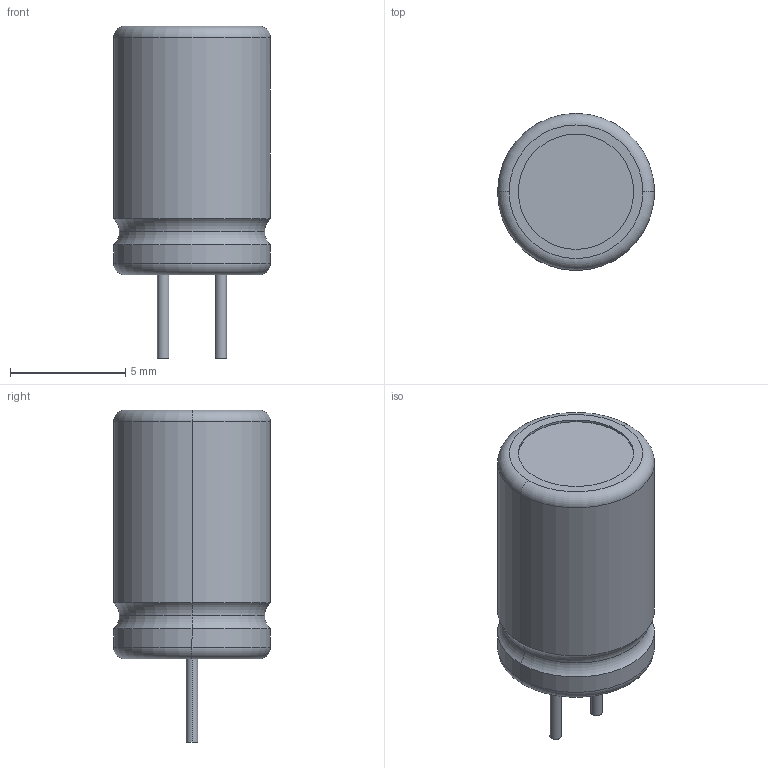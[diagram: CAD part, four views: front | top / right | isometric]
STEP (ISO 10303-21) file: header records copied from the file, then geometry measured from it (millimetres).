
FILE_DESCRIPTION((''),'2;1');
FILE_NAME('CAPPR250-680X1080.stp','2009-06-24T15:58:55',(''),(''),'Mechanical Desktop 2006','Mechanical Desktop 2006',', , ');
FILE_SCHEMA(('AUTOMOTIVE_DESIGN { 1 2 10303 214 0 1 1 1 }'));
Length unit declared in the file: millimetre
Products named in the file (1): Product
Bounding box: 6.8 x 6.8 x 14.4 mm (x, y, z)
Volume: 383.5 mm3; surface area: 408.8 mm2
Topology: 8 solids, 8 shells, 78 faces, 170 edges, 110 vertices
Faces by surface type: plane 36, cylinder 34, torus 8
Entity records: 2213 total; most frequent: DIRECTION 422, CARTESIAN_POINT 359, ORIENTED_EDGE 340, AXIS2_PLACEMENT_3D 173, EDGE_CURVE 170, VERTEX_POINT 110, CIRCLE 94, EDGE_LOOP 80
